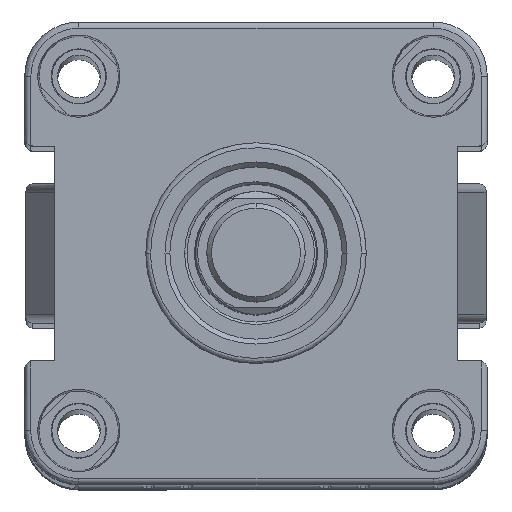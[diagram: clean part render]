
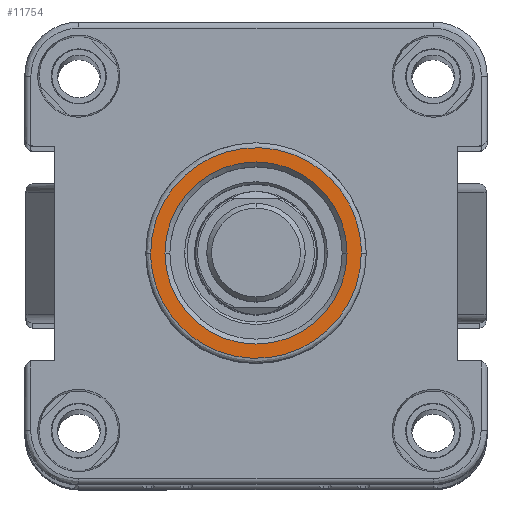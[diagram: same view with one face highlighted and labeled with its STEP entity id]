
A CAD part, top view. The second image highlights one B-rep face of the part: STEP entity #11754.
In plain terms, the highlighted face is planar.
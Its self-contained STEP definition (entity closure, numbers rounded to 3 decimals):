
#84 = CIRCLE ( 'NONE', #2452, 18.5 ) ;
#1328 = VERTEX_POINT ( 'NONE', #1643 ) ;
#1592 = CARTESIAN_POINT ( 'NONE',  ( 166., 0., 21.4 ) ) ;
#1643 = CARTESIAN_POINT ( 'NONE',  ( 166., 0., 21.4 ) ) ;
#1859 = AXIS2_PLACEMENT_3D ( 'NONE', #13899, #7518, #17903 ) ;
#2452 = AXIS2_PLACEMENT_3D ( 'NONE', #14286, #16237, #3338 ) ;
#3338 = DIRECTION ( 'NONE',  ( 0., 0., -1. ) ) ;
#3564 = EDGE_CURVE ( 'NONE', #5232, #4111, #19458, .T. ) ;
#4111 = VERTEX_POINT ( 'NONE', #17514 ) ;
#4696 = EDGE_CURVE ( 'NONE', #1328, #15856, #22935, .T. ) ;
#5232 = VERTEX_POINT ( 'NONE', #19906 ) ;
#7219 =( BOUNDED_CURVE ( )  B_SPLINE_CURVE ( 3, ( #12868, #23148, #19225, #25293 ),
 .UNSPECIFIED., .F., .F. ) 
 B_SPLINE_CURVE_WITH_KNOTS ( ( 4, 4 ),
 ( 0., 1. ),
 .UNSPECIFIED. ) 
 CURVE ( )  GEOMETRIC_REPRESENTATION_ITEM ( )  RATIONAL_B_SPLINE_CURVE ( ( 1., 0.333, 0.333, 1. ) ) 
 REPRESENTATION_ITEM ( '' )  );
#7518 = DIRECTION ( 'NONE',  ( -1., 0., 0. ) ) ;
#8027 = CARTESIAN_POINT ( 'NONE',  ( 166., 0., -21.4 ) ) ;
#8185 = CARTESIAN_POINT ( 'NONE',  ( 166., 42.8, 21.4 ) ) ;
#9331 = EDGE_CURVE ( 'NONE', #15856, #1328, #7219, .T. ) ;
#11064 = EDGE_LOOP ( 'NONE', ( #13523, #12566 ) ) ;
#11754 = ADVANCED_FACE ( 'NONE', ( #15172, #13186 ), #13722, .F. ) ;
#12566 = ORIENTED_EDGE ( 'NONE', *, *, #9331, .F. ) ;
#12868 = CARTESIAN_POINT ( 'NONE',  ( 166., 0., -21.4 ) ) ;
#13186 = FACE_BOUND ( 'NONE', #18883, .T. ) ;
#13523 = ORIENTED_EDGE ( 'NONE', *, *, #4696, .F. ) ;
#13722 = PLANE ( 'NONE',  #1859 ) ;
#13899 = CARTESIAN_POINT ( 'NONE',  ( 166., 17.5, 0. ) ) ;
#14286 = CARTESIAN_POINT ( 'NONE',  ( 166., 0., 0. ) ) ;
#15172 = FACE_OUTER_BOUND ( 'NONE', #11064, .T. ) ;
#15856 = VERTEX_POINT ( 'NONE', #22307 ) ;
#15906 = EDGE_CURVE ( 'NONE', #4111, #5232, #84, .T. ) ;
#16237 = DIRECTION ( 'NONE',  ( 1., 0., 0. ) ) ;
#17224 = AXIS2_PLACEMENT_3D ( 'NONE', #21040, #25343, #25167 ) ;
#17514 = CARTESIAN_POINT ( 'NONE',  ( 166., 0., 18.5 ) ) ;
#17903 = DIRECTION ( 'NONE',  ( 0., 0., 1. ) ) ;
#18577 = CARTESIAN_POINT ( 'NONE',  ( 166., 42.8, -21.4 ) ) ;
#18883 = EDGE_LOOP ( 'NONE', ( #25435, #27046 ) ) ;
#19225 = CARTESIAN_POINT ( 'NONE',  ( 166., -42.8, 21.4 ) ) ;
#19458 = CIRCLE ( 'NONE', #17224, 18.5 ) ;
#19906 = CARTESIAN_POINT ( 'NONE',  ( 166., 0., -18.5 ) ) ;
#21040 = CARTESIAN_POINT ( 'NONE',  ( 166., 0., 0. ) ) ;
#22307 = CARTESIAN_POINT ( 'NONE',  ( 166., 0., -21.4 ) ) ;
#22935 =( BOUNDED_CURVE ( )  B_SPLINE_CURVE ( 3, ( #1592, #8185, #18577, #8027 ),
 .UNSPECIFIED., .F., .T. ) 
 B_SPLINE_CURVE_WITH_KNOTS ( ( 4, 4 ),
 ( 0., 1. ),
 .UNSPECIFIED. ) 
 CURVE ( )  GEOMETRIC_REPRESENTATION_ITEM ( )  RATIONAL_B_SPLINE_CURVE ( ( 1., 0.333, 0.333, 1. ) ) 
 REPRESENTATION_ITEM ( '' )  );
#23148 = CARTESIAN_POINT ( 'NONE',  ( 166., -42.8, -21.4 ) ) ;
#25167 = DIRECTION ( 'NONE',  ( 0., 0., -1. ) ) ;
#25293 = CARTESIAN_POINT ( 'NONE',  ( 166., 0., 21.4 ) ) ;
#25343 = DIRECTION ( 'NONE',  ( 1., 0., 0. ) ) ;
#25435 = ORIENTED_EDGE ( 'NONE', *, *, #3564, .F. ) ;
#27046 = ORIENTED_EDGE ( 'NONE', *, *, #15906, .F. ) ;
